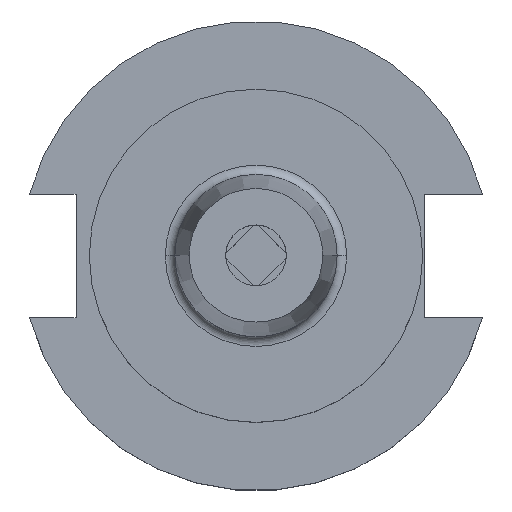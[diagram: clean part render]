
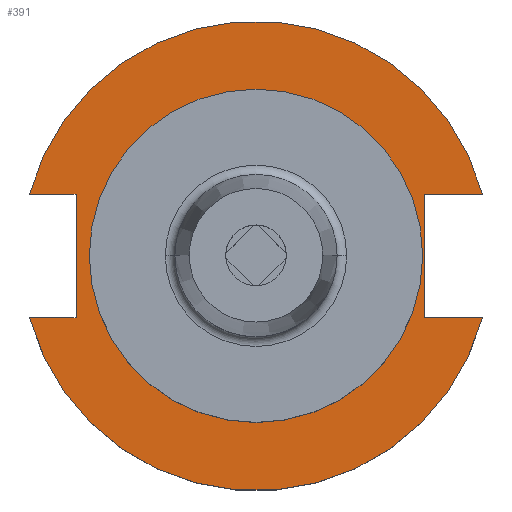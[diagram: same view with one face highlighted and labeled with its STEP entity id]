
A CAD part, top view. The second image highlights one B-rep face of the part: STEP entity #391.
In plain terms, the highlighted planar face has unit normal (0, 0, 1).
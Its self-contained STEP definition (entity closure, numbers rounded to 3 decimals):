
#23 = CARTESIAN_POINT ( 'NONE',  ( -37.719, -12.954, 19.05 ) ) ;
#58 = ORIENTED_EDGE ( 'NONE', *, *, #727, .F. ) ;
#61 = CIRCLE ( 'NONE', #1676, 34.925 ) ;
#78 = CARTESIAN_POINT ( 'NONE',  ( 0., 49.212, 19.05 ) ) ;
#117 = ORIENTED_EDGE ( 'NONE', *, *, #747, .T. ) ;
#120 = DIRECTION ( 'NONE',  ( 1., 0., 0. ) ) ;
#123 = EDGE_CURVE ( 'NONE', #1236, #980, #411, .T. ) ;
#150 = DIRECTION ( 'NONE',  ( 1., 0., 0. ) ) ;
#155 = CARTESIAN_POINT ( 'NONE',  ( -47.477, -12.954, 19.05 ) ) ;
#247 = CARTESIAN_POINT ( 'NONE',  ( 0., 0., 19.05 ) ) ;
#283 = ORIENTED_EDGE ( 'NONE', *, *, #1750, .T. ) ;
#291 = CARTESIAN_POINT ( 'NONE',  ( 35.306, 12.954, 19.05 ) ) ;
#293 = DIRECTION ( 'NONE',  ( 1., 0., 0. ) ) ;
#335 = CIRCLE ( 'NONE', #392, 49.212 ) ;
#370 = VERTEX_POINT ( 'NONE', #1686 ) ;
#391 = ADVANCED_FACE ( 'NONE', ( #812, #836 ), #1038, .T. ) ;
#392 = AXIS2_PLACEMENT_3D ( 'NONE', #247, #1521, #1027 ) ;
#396 = DIRECTION ( 'NONE',  ( 1., 0., 0. ) ) ;
#400 = AXIS2_PLACEMENT_3D ( 'NONE', #78, #1357, #396 ) ;
#410 = VECTOR ( 'NONE', #1308, 1000. ) ;
#411 = LINE ( 'NONE', #1605, #1486 ) ;
#456 = VECTOR ( 'NONE', #1319, 1000. ) ;
#460 = EDGE_CURVE ( 'NONE', #1460, #1010, #1807, .T. ) ;
#505 = CARTESIAN_POINT ( 'NONE',  ( 35.306, -12.954, 19.05 ) ) ;
#521 = CARTESIAN_POINT ( 'NONE',  ( -63.719, 12.954, 19.05 ) ) ;
#561 = VECTOR ( 'NONE', #293, 1000. ) ;
#568 = CARTESIAN_POINT ( 'NONE',  ( 47.477, 12.954, 19.05 ) ) ;
#590 = ORIENTED_EDGE ( 'NONE', *, *, #123, .F. ) ;
#604 = VERTEX_POINT ( 'NONE', #1703 ) ;
#673 = DIRECTION ( 'NONE',  ( 1., 0., 0. ) ) ;
#684 = LINE ( 'NONE', #521, #410 ) ;
#727 = EDGE_CURVE ( 'NONE', #1010, #1236, #986, .T. ) ;
#747 = EDGE_CURVE ( 'NONE', #1737, #980, #1143, .T. ) ;
#777 = DIRECTION ( 'NONE',  ( 0., 0., 1. ) ) ;
#812 = FACE_BOUND ( 'NONE', #1133, .T. ) ;
#836 = FACE_OUTER_BOUND ( 'NONE', #2065, .T. ) ;
#898 = EDGE_CURVE ( 'NONE', #370, #926, #1906, .T. ) ;
#903 = CARTESIAN_POINT ( 'NONE',  ( -63.719, -12.954, 19.05 ) ) ;
#926 = VERTEX_POINT ( 'NONE', #1094 ) ;
#980 = VERTEX_POINT ( 'NONE', #1248 ) ;
#986 = LINE ( 'NONE', #1152, #456 ) ;
#1010 = VERTEX_POINT ( 'NONE', #1107 ) ;
#1027 = DIRECTION ( 'NONE',  ( 1., 0., 0. ) ) ;
#1038 = PLANE ( 'NONE',  #400 ) ;
#1057 = VERTEX_POINT ( 'NONE', #2006 ) ;
#1073 = CARTESIAN_POINT ( 'NONE',  ( 0., 0., 19.05 ) ) ;
#1094 = CARTESIAN_POINT ( 'NONE',  ( 34.925, 0., 19.05 ) ) ;
#1100 = LINE ( 'NONE', #1618, #1280 ) ;
#1107 = CARTESIAN_POINT ( 'NONE',  ( 35.306, 12.954, 19.05 ) ) ;
#1133 = EDGE_LOOP ( 'NONE', ( #1641, #1963 ) ) ;
#1143 = CIRCLE ( 'NONE', #1547, 49.212 ) ;
#1147 = ORIENTED_EDGE ( 'NONE', *, *, #460, .F. ) ;
#1152 = CARTESIAN_POINT ( 'NONE',  ( 35.306, 12.954, 19.05 ) ) ;
#1186 = EDGE_CURVE ( 'NONE', #1281, #1057, #1100, .T. ) ;
#1206 = VECTOR ( 'NONE', #1402, 1000. ) ;
#1236 = VERTEX_POINT ( 'NONE', #505 ) ;
#1244 = EDGE_CURVE ( 'NONE', #1057, #604, #684, .T. ) ;
#1248 = CARTESIAN_POINT ( 'NONE',  ( 47.477, -12.954, 19.05 ) ) ;
#1280 = VECTOR ( 'NONE', #1614, 1000. ) ;
#1281 = VERTEX_POINT ( 'NONE', #23 ) ;
#1308 = DIRECTION ( 'NONE',  ( -1., 0., 0. ) ) ;
#1319 = DIRECTION ( 'NONE',  ( 0., -1., 0. ) ) ;
#1357 = DIRECTION ( 'NONE',  ( 0., 0., 1. ) ) ;
#1367 = CARTESIAN_POINT ( 'NONE',  ( 0., 0., 19.05 ) ) ;
#1402 = DIRECTION ( 'NONE',  ( -1., 0., 0. ) ) ;
#1438 = ORIENTED_EDGE ( 'NONE', *, *, #1186, .F. ) ;
#1460 = VERTEX_POINT ( 'NONE', #568 ) ;
#1486 = VECTOR ( 'NONE', #673, 1000. ) ;
#1521 = DIRECTION ( 'NONE',  ( 0., 0., 1. ) ) ;
#1547 = AXIS2_PLACEMENT_3D ( 'NONE', #1073, #1717, #120 ) ;
#1605 = CARTESIAN_POINT ( 'NONE',  ( 35.306, -12.954, 19.05 ) ) ;
#1606 = ORIENTED_EDGE ( 'NONE', *, *, #1244, .F. ) ;
#1613 = ORIENTED_EDGE ( 'NONE', *, *, #2031, .F. ) ;
#1614 = DIRECTION ( 'NONE',  ( 0., 1., 0. ) ) ;
#1618 = CARTESIAN_POINT ( 'NONE',  ( -37.719, 12.954, 19.05 ) ) ;
#1641 = ORIENTED_EDGE ( 'NONE', *, *, #1841, .F. ) ;
#1676 = AXIS2_PLACEMENT_3D ( 'NONE', #1367, #1685, #150 ) ;
#1678 = LINE ( 'NONE', #903, #561 ) ;
#1685 = DIRECTION ( 'NONE',  ( 0., 0., 1. ) ) ;
#1686 = CARTESIAN_POINT ( 'NONE',  ( -34.925, 0., 19.05 ) ) ;
#1703 = CARTESIAN_POINT ( 'NONE',  ( -47.477, 12.954, 19.05 ) ) ;
#1717 = DIRECTION ( 'NONE',  ( 0., 0., 1. ) ) ;
#1720 = AXIS2_PLACEMENT_3D ( 'NONE', #1726, #777, #2058 ) ;
#1726 = CARTESIAN_POINT ( 'NONE',  ( 0., 0., 19.05 ) ) ;
#1737 = VERTEX_POINT ( 'NONE', #155 ) ;
#1750 = EDGE_CURVE ( 'NONE', #1460, #604, #335, .T. ) ;
#1807 = LINE ( 'NONE', #291, #1206 ) ;
#1841 = EDGE_CURVE ( 'NONE', #926, #370, #61, .T. ) ;
#1906 = CIRCLE ( 'NONE', #1720, 34.925 ) ;
#1963 = ORIENTED_EDGE ( 'NONE', *, *, #898, .F. ) ;
#2006 = CARTESIAN_POINT ( 'NONE',  ( -37.719, 12.954, 19.05 ) ) ;
#2031 = EDGE_CURVE ( 'NONE', #1737, #1281, #1678, .T. ) ;
#2058 = DIRECTION ( 'NONE',  ( 1., 0., 0. ) ) ;
#2065 = EDGE_LOOP ( 'NONE', ( #117, #590, #58, #1147, #283, #1606, #1438, #1613 ) ) ;
